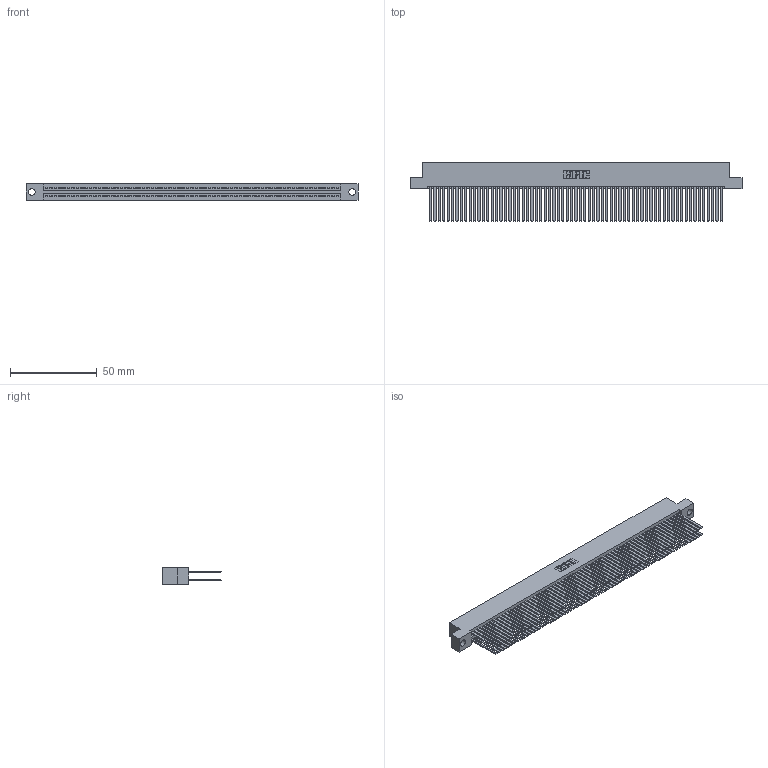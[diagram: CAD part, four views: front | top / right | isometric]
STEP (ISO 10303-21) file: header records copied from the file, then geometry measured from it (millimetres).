
FILE_DESCRIPTION (( 'STEP AP203' ), '1' );
FILE_NAME ('345-134-544-204.STEP', '2021-05-25T22:28:56', ( '' ), ( '' ), 'SwSTEP 2.0', 'SolidWorks 2020', '' );
FILE_SCHEMA (( 'CONFIG_CONTROL_DESIGN' ));
Length unit declared in the file: inch
Products named in the file (3): 345 Part_Flush Mounting Lugs - 0.156 Dia-TI; 345-134-544-204; 345-292-001_345-293-144
Assembly tree (135 placements, depth 2):
  345-134-544-204
    345 Part_Flush Mounting Lugs - 0.156 Dia-TI
    345-292-001_345-293-144  x134
Bounding box: 191.39 x 33.96 x 9.4 mm (x, y, z)
Volume: 20596.3 mm3; surface area: 36286 mm2
Topology: 135 solids, 135 shells, 6036 faces, 17931 edges, 11774 vertices
Faces by surface type: plane 3980, cylinder 2056
Entity records: 49439 total; most frequent: CARTESIAN_POINT 8266, ORIENTED_EDGE 8198, DIRECTION 7255, EDGE_CURVE 4099, VECTOR 3703, LINE 3703, VERTEX_POINT 2730, AXIS2_PLACEMENT_3D 1776
